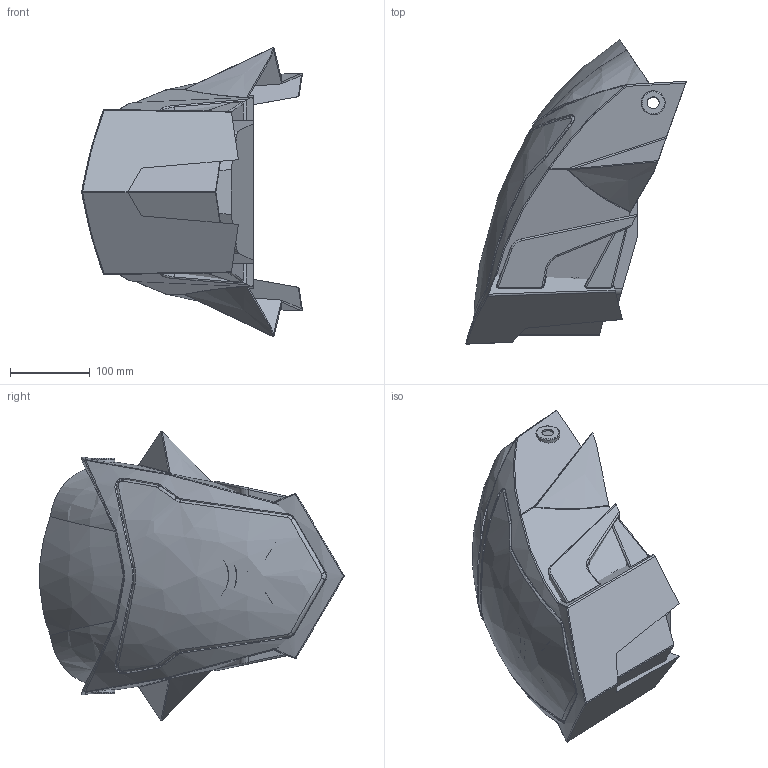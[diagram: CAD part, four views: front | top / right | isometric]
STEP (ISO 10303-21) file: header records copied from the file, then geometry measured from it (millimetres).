
FILE_DESCRIPTION((''),'2;1');
FILE_NAME('Assembly headlamp.stp','2014-02-17T08:05:36',('KG00'),(''),'Autodesk Inventor 2010','Autodesk Inventor 2010','');
FILE_SCHEMA(('AUTOMOTIVE_DESIGN { 1 0 10303 214 1 1 1 1 }'));
Length unit declared in the file: millimetre
Products named in the file (5): Assembly headlamp; headlamp glass; Bottom Cover; cover headlamp; Cover Speedo
Assembly tree (4 placements, depth 2):
  Assembly headlamp
    headlamp glass
    Bottom Cover
    cover headlamp
    Cover Speedo
Bounding box: 277.16 x 382.54 x 364.34 mm (x, y, z)
Volume: 3036449.5 mm3; surface area: 1410139.9 mm2
Topology: 10 solids, 10 shells, 608 faces, 1522 edges, 934 vertices
Faces by surface type: bspline 308, cylinder 151, plane 135, sphere 9, torus 5
Full cylindrical faces by diameter (mm): 15 x2, 25 x1, 26 x3, 30 x1
Entity records: 25655 total; most frequent: CARTESIAN_POINT 13257, ORIENTED_EDGE 2998, DIRECTION 1668, EDGE_CURVE 1499, VERTEX_POINT 927, B_SPLINE_CURVE_WITH_KNOTS 710, EDGE_LOOP 640, FACE_OUTER_BOUND 608
